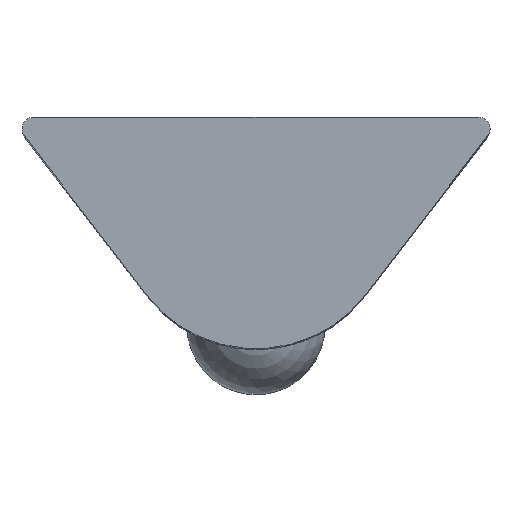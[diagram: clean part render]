
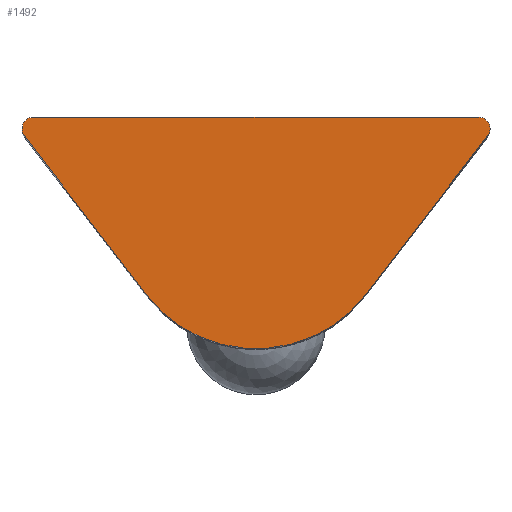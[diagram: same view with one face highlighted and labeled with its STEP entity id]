
A CAD part, top view. The second image highlights one B-rep face of the part: STEP entity #1492.
In plain terms, the highlighted planar face has unit normal (0, 0, 1).
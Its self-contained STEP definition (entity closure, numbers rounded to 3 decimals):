
#43 = VERTEX_POINT ( 'NONE', #1013 ) ;
#52 = DIRECTION ( 'NONE',  ( 1., 0., 0. ) ) ;
#55 = EDGE_CURVE ( 'NONE', #275, #610, #772, .T. ) ;
#74 = ORIENTED_EDGE ( 'NONE', *, *, #666, .T. ) ;
#92 = AXIS2_PLACEMENT_3D ( 'NONE', #442, #742, #1755 ) ;
#248 = ORIENTED_EDGE ( 'NONE', *, *, #1874, .T. ) ;
#249 = EDGE_CURVE ( 'NONE', #1295, #275, #1797, .T. ) ;
#268 = LINE ( 'NONE', #1175, #309 ) ;
#275 = VERTEX_POINT ( 'NONE', #481 ) ;
#298 = VERTEX_POINT ( 'NONE', #1069 ) ;
#309 = VECTOR ( 'NONE', #1032, 1000. ) ;
#335 = CIRCLE ( 'NONE', #1853, 0.25 ) ;
#378 = CARTESIAN_POINT ( 'NONE',  ( 0., -2.021, 7.95 ) ) ;
#432 = DIRECTION ( 'NONE',  ( -1., 0., 0. ) ) ;
#438 = CARTESIAN_POINT ( 'NONE',  ( -4.825, -0.25, 7.95 ) ) ;
#442 = CARTESIAN_POINT ( 'NONE',  ( -4.825, -0.25, 7.95 ) ) ;
#481 = CARTESIAN_POINT ( 'NONE',  ( -5.075, -0.25, 7.95 ) ) ;
#511 = CIRCLE ( 'NONE', #1355, 3. ) ;
#518 = DIRECTION ( 'NONE',  ( 1., 0., 0. ) ) ;
#519 = DIRECTION ( 'NONE',  ( 0.609, 0.793, 0. ) ) ;
#523 = DIRECTION ( 'NONE',  ( 0., 0., 1. ) ) ;
#580 = VECTOR ( 'NONE', #519, 1000. ) ;
#584 = DIRECTION ( 'NONE',  ( 1., 0., 0. ) ) ;
#610 = VERTEX_POINT ( 'NONE', #1126 ) ;
#666 = EDGE_CURVE ( 'NONE', #1567, #1295, #900, .T. ) ;
#683 = ORIENTED_EDGE ( 'NONE', *, *, #1833, .T. ) ;
#712 = CARTESIAN_POINT ( 'NONE',  ( -4.825, 0., 7.95 ) ) ;
#742 = DIRECTION ( 'NONE',  ( 0., 0., 1. ) ) ;
#772 = CIRCLE ( 'NONE', #916, 0.25 ) ;
#809 = CARTESIAN_POINT ( 'NONE',  ( 5.023, -0.402, 7.95 ) ) ;
#829 = CARTESIAN_POINT ( 'NONE',  ( -2.38, -3.847, 7.95 ) ) ;
#900 = LINE ( 'NONE', #1150, #1882 ) ;
#916 = AXIS2_PLACEMENT_3D ( 'NONE', #438, #1456, #584 ) ;
#917 = DIRECTION ( 'NONE',  ( 0., 0., 1. ) ) ;
#988 = EDGE_CURVE ( 'NONE', #43, #298, #1354, .T. ) ;
#1013 = CARTESIAN_POINT ( 'NONE',  ( 2.38, -3.847, 7.95 ) ) ;
#1032 = DIRECTION ( 'NONE',  ( 0.609, -0.793, 0. ) ) ;
#1069 = CARTESIAN_POINT ( 'NONE',  ( 5.023, -0.402, 7.95 ) ) ;
#1126 = CARTESIAN_POINT ( 'NONE',  ( -5.023, -0.402, 7.95 ) ) ;
#1143 = VERTEX_POINT ( 'NONE', #829 ) ;
#1150 = CARTESIAN_POINT ( 'NONE',  ( 4.825, 0., 7.95 ) ) ;
#1175 = CARTESIAN_POINT ( 'NONE',  ( -5.023, -0.402, 7.95 ) ) ;
#1238 = ORIENTED_EDGE ( 'NONE', *, *, #988, .T. ) ;
#1266 = DIRECTION ( 'NONE',  ( 1., 0., 0. ) ) ;
#1295 = VERTEX_POINT ( 'NONE', #712 ) ;
#1307 = ORIENTED_EDGE ( 'NONE', *, *, #249, .T. ) ;
#1316 = CARTESIAN_POINT ( 'NONE',  ( 4.825, 0., 7.95 ) ) ;
#1354 = LINE ( 'NONE', #809, #580 ) ;
#1355 = AXIS2_PLACEMENT_3D ( 'NONE', #378, #1389, #518 ) ;
#1389 = DIRECTION ( 'NONE',  ( 0., 0., 1. ) ) ;
#1395 = CARTESIAN_POINT ( 'NONE',  ( 4.825, -0.25, 7.95 ) ) ;
#1456 = DIRECTION ( 'NONE',  ( 0., 0., 1. ) ) ;
#1492 = ADVANCED_FACE ( 'NONE', ( #1562 ), #1607, .T. ) ;
#1506 = AXIS2_PLACEMENT_3D ( 'NONE', #1793, #917, #52 ) ;
#1514 = EDGE_CURVE ( 'NONE', #610, #1143, #268, .T. ) ;
#1562 = FACE_OUTER_BOUND ( 'NONE', #1771, .T. ) ;
#1567 = VERTEX_POINT ( 'NONE', #1316 ) ;
#1607 = PLANE ( 'NONE',  #92 ) ;
#1755 = DIRECTION ( 'NONE',  ( 1., 0., 0. ) ) ;
#1771 = EDGE_LOOP ( 'NONE', ( #1307, #1830, #1796, #683, #1238, #248, #74 ) ) ;
#1793 = CARTESIAN_POINT ( 'NONE',  ( -4.825, -0.25, 7.95 ) ) ;
#1796 = ORIENTED_EDGE ( 'NONE', *, *, #1514, .T. ) ;
#1797 = CIRCLE ( 'NONE', #1506, 0.25 ) ;
#1830 = ORIENTED_EDGE ( 'NONE', *, *, #55, .T. ) ;
#1833 = EDGE_CURVE ( 'NONE', #1143, #43, #511, .T. ) ;
#1853 = AXIS2_PLACEMENT_3D ( 'NONE', #1395, #523, #1266 ) ;
#1874 = EDGE_CURVE ( 'NONE', #298, #1567, #335, .T. ) ;
#1882 = VECTOR ( 'NONE', #432, 1000. ) ;
